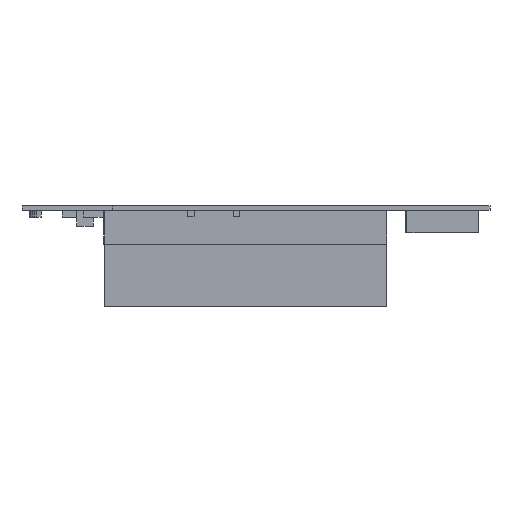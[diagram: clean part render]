
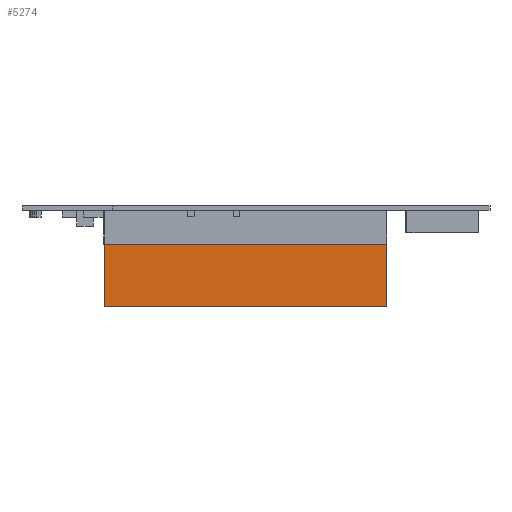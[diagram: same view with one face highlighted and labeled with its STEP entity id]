
A CAD part, front view. The second image highlights one B-rep face of the part: STEP entity #5274.
In plain terms, the highlighted planar face has unit normal (0, -1, 0).
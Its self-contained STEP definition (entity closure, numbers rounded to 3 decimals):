
#5011 = EDGE_CURVE('',#5012,#5014,#5016,.T.);
#5012 = VERTEX_POINT('',#5013);
#5013 = CARTESIAN_POINT('',(-12.525,-19.6,0.));
#5014 = VERTEX_POINT('',#5015);
#5015 = CARTESIAN_POINT('',(-12.525,-19.6,5.5));
#5016 = SURFACE_CURVE('',#5017,(#5021,#5033),.PCURVE_S1.);
#5017 = LINE('',#5018,#5019);
#5018 = CARTESIAN_POINT('',(-12.525,-19.6,0.));
#5019 = VECTOR('',#5020,1.);
#5020 = DIRECTION('',(0.,0.,1.));
#5021 = PCURVE('',#5022,#5027);
#5022 = PLANE('',#5023);
#5023 = AXIS2_PLACEMENT_3D('',#5024,#5025,#5026);
#5024 = CARTESIAN_POINT('',(-12.525,-19.6,0.));
#5025 = DIRECTION('',(-1.,0.,0.));
#5026 = DIRECTION('',(0.,1.,0.));
#5027 = DEFINITIONAL_REPRESENTATION('',(#5028),#5032);
#5028 = LINE('',#5029,#5030);
#5029 = CARTESIAN_POINT('',(0.,0.));
#5030 = VECTOR('',#5031,1.);
#5031 = DIRECTION('',(0.,-1.));
#5032 = ( GEOMETRIC_REPRESENTATION_CONTEXT(2) 
PARAMETRIC_REPRESENTATION_CONTEXT() REPRESENTATION_CONTEXT('2D SPACE',''
  ) );
#5033 = PCURVE('',#5034,#5039);
#5034 = PLANE('',#5035);
#5035 = AXIS2_PLACEMENT_3D('',#5036,#5037,#5038);
#5036 = CARTESIAN_POINT('',(12.525,-19.6,0.));
#5037 = DIRECTION('',(0.,-1.,0.));
#5038 = DIRECTION('',(-1.,0.,0.));
#5039 = DEFINITIONAL_REPRESENTATION('',(#5040),#5044);
#5040 = LINE('',#5041,#5042);
#5041 = CARTESIAN_POINT('',(25.05,0.));
#5042 = VECTOR('',#5043,1.);
#5043 = DIRECTION('',(0.,-1.));
#5044 = ( GEOMETRIC_REPRESENTATION_CONTEXT(2) 
PARAMETRIC_REPRESENTATION_CONTEXT() REPRESENTATION_CONTEXT('2D SPACE',''
  ) );
#5062 = PLANE('',#5063);
#5063 = AXIS2_PLACEMENT_3D('',#5064,#5065,#5066);
#5064 = CARTESIAN_POINT('',(-12.525,-19.6,5.5));
#5065 = DIRECTION('',(0.,0.,1.));
#5066 = DIRECTION('',(1.,0.,0.));
#5116 = PLANE('',#5117);
#5117 = AXIS2_PLACEMENT_3D('',#5118,#5119,#5120);
#5118 = CARTESIAN_POINT('',(-12.525,-19.6,0.));
#5119 = DIRECTION('',(0.,0.,1.));
#5120 = DIRECTION('',(1.,0.,0.));
#5171 = PLANE('',#5172);
#5172 = AXIS2_PLACEMENT_3D('',#5173,#5174,#5175);
#5173 = CARTESIAN_POINT('',(12.525,19.6,0.));
#5174 = DIRECTION('',(1.,0.,0.));
#5175 = DIRECTION('',(0.,-1.,0.));
#5209 = VERTEX_POINT('',#5210);
#5210 = CARTESIAN_POINT('',(12.525,-19.6,5.5));
#5231 = EDGE_CURVE('',#5232,#5209,#5234,.T.);
#5232 = VERTEX_POINT('',#5233);
#5233 = CARTESIAN_POINT('',(12.525,-19.6,0.));
#5234 = SURFACE_CURVE('',#5235,(#5239,#5246),.PCURVE_S1.);
#5235 = LINE('',#5236,#5237);
#5236 = CARTESIAN_POINT('',(12.525,-19.6,0.));
#5237 = VECTOR('',#5238,1.);
#5238 = DIRECTION('',(0.,0.,1.));
#5239 = PCURVE('',#5171,#5240);
#5240 = DEFINITIONAL_REPRESENTATION('',(#5241),#5245);
#5241 = LINE('',#5242,#5243);
#5242 = CARTESIAN_POINT('',(39.2,0.));
#5243 = VECTOR('',#5244,1.);
#5244 = DIRECTION('',(0.,-1.));
#5245 = ( GEOMETRIC_REPRESENTATION_CONTEXT(2) 
PARAMETRIC_REPRESENTATION_CONTEXT() REPRESENTATION_CONTEXT('2D SPACE',''
  ) );
#5246 = PCURVE('',#5034,#5247);
#5247 = DEFINITIONAL_REPRESENTATION('',(#5248),#5252);
#5248 = LINE('',#5249,#5250);
#5249 = CARTESIAN_POINT('',(0.,0.));
#5250 = VECTOR('',#5251,1.);
#5251 = DIRECTION('',(0.,-1.));
#5252 = ( GEOMETRIC_REPRESENTATION_CONTEXT(2) 
PARAMETRIC_REPRESENTATION_CONTEXT() REPRESENTATION_CONTEXT('2D SPACE',''
  ) );
#5274 = ADVANCED_FACE('',(#5275),#5034,.T.);
#5275 = FACE_BOUND('',#5276,.T.);
#5276 = EDGE_LOOP('',(#5277,#5278,#5299,#5300));
#5277 = ORIENTED_EDGE('',*,*,#5231,.T.);
#5278 = ORIENTED_EDGE('',*,*,#5279,.T.);
#5279 = EDGE_CURVE('',#5209,#5014,#5280,.T.);
#5280 = SURFACE_CURVE('',#5281,(#5285,#5292),.PCURVE_S1.);
#5281 = LINE('',#5282,#5283);
#5282 = CARTESIAN_POINT('',(12.525,-19.6,5.5));
#5283 = VECTOR('',#5284,1.);
#5284 = DIRECTION('',(-1.,0.,0.));
#5285 = PCURVE('',#5034,#5286);
#5286 = DEFINITIONAL_REPRESENTATION('',(#5287),#5291);
#5287 = LINE('',#5288,#5289);
#5288 = CARTESIAN_POINT('',(0.,-5.5));
#5289 = VECTOR('',#5290,1.);
#5290 = DIRECTION('',(1.,0.));
#5291 = ( GEOMETRIC_REPRESENTATION_CONTEXT(2) 
PARAMETRIC_REPRESENTATION_CONTEXT() REPRESENTATION_CONTEXT('2D SPACE',''
  ) );
#5292 = PCURVE('',#5062,#5293);
#5293 = DEFINITIONAL_REPRESENTATION('',(#5294),#5298);
#5294 = LINE('',#5295,#5296);
#5295 = CARTESIAN_POINT('',(25.05,0.));
#5296 = VECTOR('',#5297,1.);
#5297 = DIRECTION('',(-1.,0.));
#5298 = ( GEOMETRIC_REPRESENTATION_CONTEXT(2) 
PARAMETRIC_REPRESENTATION_CONTEXT() REPRESENTATION_CONTEXT('2D SPACE',''
  ) );
#5299 = ORIENTED_EDGE('',*,*,#5011,.F.);
#5300 = ORIENTED_EDGE('',*,*,#5301,.F.);
#5301 = EDGE_CURVE('',#5232,#5012,#5302,.T.);
#5302 = SURFACE_CURVE('',#5303,(#5307,#5314),.PCURVE_S1.);
#5303 = LINE('',#5304,#5305);
#5304 = CARTESIAN_POINT('',(12.525,-19.6,0.));
#5305 = VECTOR('',#5306,1.);
#5306 = DIRECTION('',(-1.,0.,0.));
#5307 = PCURVE('',#5034,#5308);
#5308 = DEFINITIONAL_REPRESENTATION('',(#5309),#5313);
#5309 = LINE('',#5310,#5311);
#5310 = CARTESIAN_POINT('',(0.,0.));
#5311 = VECTOR('',#5312,1.);
#5312 = DIRECTION('',(1.,0.));
#5313 = ( GEOMETRIC_REPRESENTATION_CONTEXT(2) 
PARAMETRIC_REPRESENTATION_CONTEXT() REPRESENTATION_CONTEXT('2D SPACE',''
  ) );
#5314 = PCURVE('',#5116,#5315);
#5315 = DEFINITIONAL_REPRESENTATION('',(#5316),#5320);
#5316 = LINE('',#5317,#5318);
#5317 = CARTESIAN_POINT('',(25.05,0.));
#5318 = VECTOR('',#5319,1.);
#5319 = DIRECTION('',(-1.,0.));
#5320 = ( GEOMETRIC_REPRESENTATION_CONTEXT(2) 
PARAMETRIC_REPRESENTATION_CONTEXT() REPRESENTATION_CONTEXT('2D SPACE',''
  ) );
